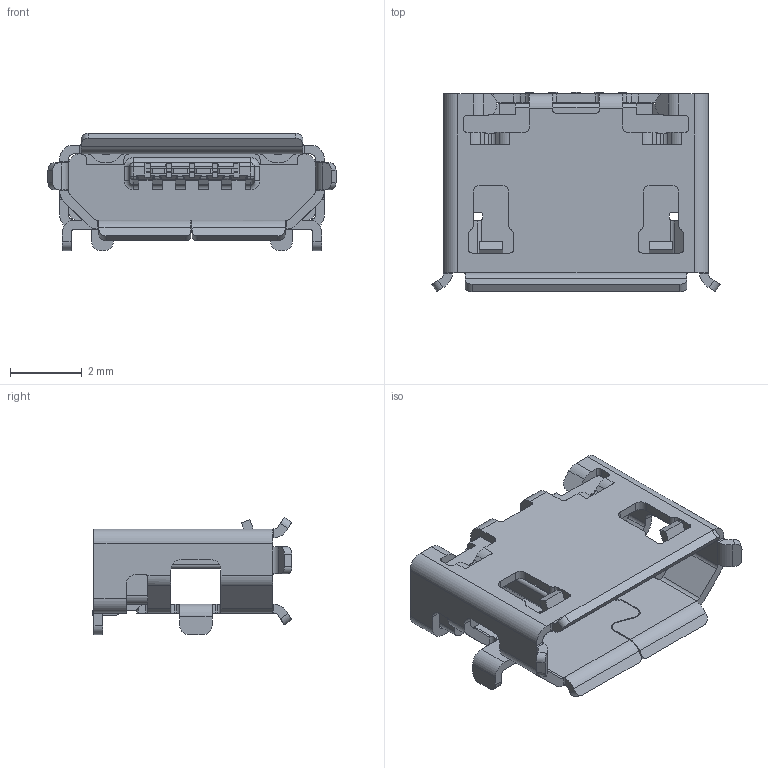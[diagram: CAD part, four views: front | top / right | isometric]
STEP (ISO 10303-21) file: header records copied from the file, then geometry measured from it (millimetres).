
FILE_DESCRIPTION(/* description */ (''),/* implementation_level */ '2;1');
FILE_NAME(/* name */ '10118194c_usb_microb.step',/* time_stamp */ '2018-12-30T10:56:04+10:00',/* author */ (''),/* organization */ (''),/* preprocessor_version */ 'ST-DEVELOPER v17.2',/* originating_system */ 'Autodesk Translation Framework v7.6.0.251',/* authorisation */ '');
FILE_SCHEMA (('AUTOMOTIVE_DESIGN { 1 0 10303 214 3 1 1 }'));
Length unit declared in the file: millimetre
Products named in the file (1): (Unsaved)
Bounding box: 8.05 x 5.58 x 3.27 mm (x, y, z)
Volume: 40.5 mm3; surface area: 268.8 mm2
Topology: 1 solids, 1 shells, 762 faces, 2171 edges, 1391 vertices
Faces by surface type: plane 474, cylinder 251, bspline 21, cone 8, torus 4, sphere 4
Entity records: 27062 total; most frequent: CARTESIAN_POINT 6510, ORIENTED_EDGE 4340, DIRECTION 4090, EDGE_CURVE 2170, LINE 1572, VECTOR 1572, VERTEX_POINT 1391, AXIS2_PLACEMENT_3D 1259
